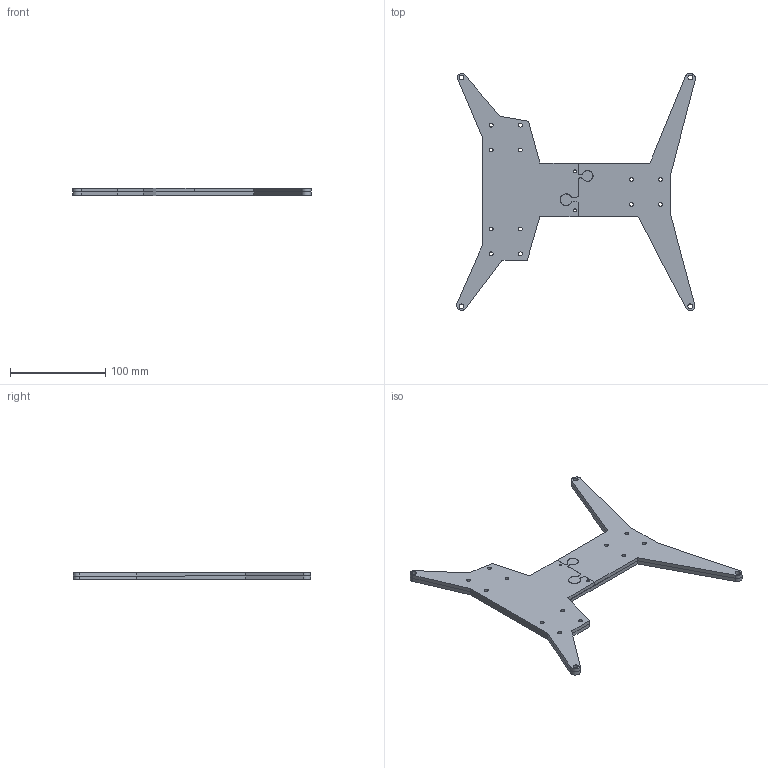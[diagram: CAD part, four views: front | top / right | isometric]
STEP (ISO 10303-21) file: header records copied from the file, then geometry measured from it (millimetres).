
FILE_DESCRIPTION(/* description */ (''),/* implementation_level */ '2;1');
FILE_NAME(/* name */ 'Bed Template v1.step',/* time_stamp */ '2018-11-03T17:53:18+00:00',/* author */ (''),/* organization */ (''),/* preprocessor_version */ 'ST-DEVELOPER v17.2',/* originating_system */ 'Autodesk Translation Framework v7.6.0.251',/* authorisation */ '');
FILE_SCHEMA (('AUTOMOTIVE_DESIGN { 1 0 10303 214 3 1 1 }'));
Length unit declared in the file: millimetre
Products named in the file (4): Bed Template; Component1; Component2; Component3
Assembly tree (3 placements, depth 2):
  Bed Template
    Component1
    Component2
    Component3
Bounding box: 250.45 x 248.84 x 8 mm (x, y, z)
Volume: 173303.9 mm3; surface area: 99513.3 mm2
Topology: 3 solids, 3 shells, 104 faces, 294 edges, 196 vertices
Faces by surface type: cylinder 56, plane 48
Full cylindrical faces by diameter (mm): 3 x4, 4 x24, 5 x8
Entity records: 3671 total; most frequent: DIRECTION 628, CARTESIAN_POINT 601, ORIENTED_EDGE 588, EDGE_CURVE 294, AXIS2_PLACEMENT_3D 223, VERTEX_POINT 196, LINE 182, VECTOR 182
